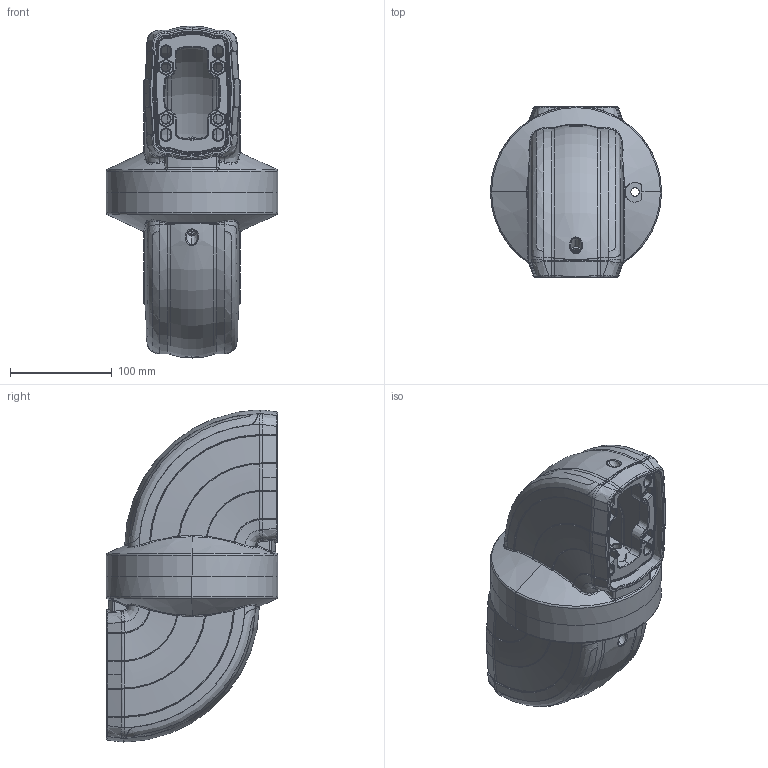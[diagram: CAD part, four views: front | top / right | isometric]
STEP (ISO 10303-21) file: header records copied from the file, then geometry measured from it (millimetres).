
FILE_DESCRIPTION (( 'STEP AP203' ), '1' );
FILE_NAME ('500.STEP', '2016-05-06T11:08:21', ( '' ), ( '' ), 'SwSTEP 2.0', 'SolidWorks 2013', '' );
FILE_SCHEMA (( 'CONFIG_CONTROL_DESIGN' ));
Length unit declared in the file: millimetre
Products named in the file (1): 500
Bounding box: 168 x 168.26 x 325.92 mm (x, y, z)
Volume: 1286885 mm3; surface area: 369020 mm2
Topology: 4 solids, 4 shells, 3174 faces, 7780 edges, 4530 vertices
Faces by surface type: bspline 1316, cone 678, torus 510, cylinder 374, plane 228, sphere 68
Entity records: 165526 total; most frequent: CARTESIAN_POINT 101030, ORIENTED_EDGE 15204, DIRECTION 11396, EDGE_CURVE 7602, AXIS2_PLACEMENT_3D 5009, VERTEX_POINT 4530, EDGE_LOOP 3364, FACE_OUTER_BOUND 3174
